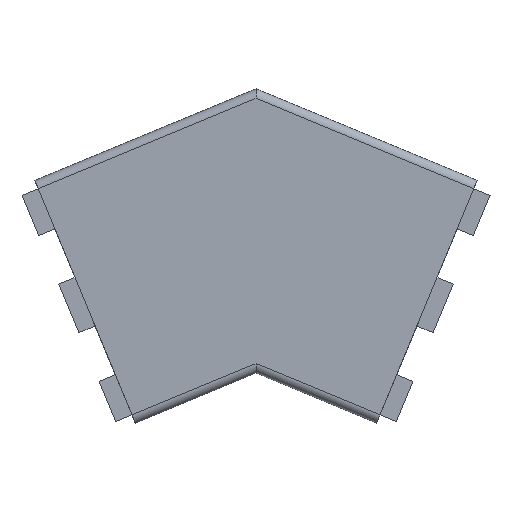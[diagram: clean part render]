
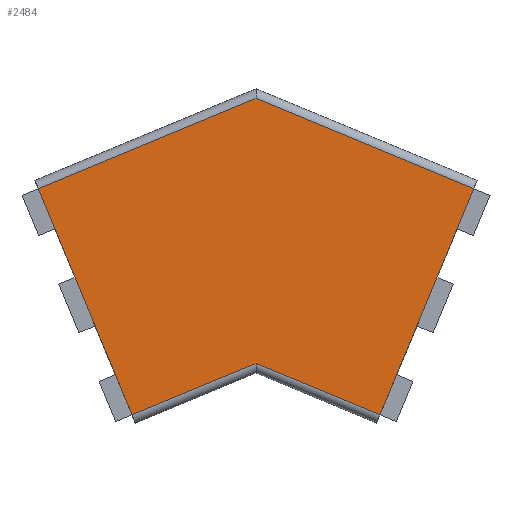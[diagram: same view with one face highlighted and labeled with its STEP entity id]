
A CAD part, front view. The second image highlights one B-rep face of the part: STEP entity #2484.
In plain terms, the highlighted planar face has unit normal (0, -1, 0).
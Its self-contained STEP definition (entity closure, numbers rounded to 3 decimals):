
#1764=CARTESIAN_POINT('',(0.,0.0,-31.389));
#1765=VERTEX_POINT('',#1764);
#1766=CARTESIAN_POINT('',(-14.18,0.0,-37.263));
#1767=VERTEX_POINT('',#1766);
#1768=CARTESIAN_POINT('',(0.,0.0,-31.389));
#1769=DIRECTION('',(-0.924,0.0,-0.383));
#1770=VECTOR('',#1769,15.348);
#1771=LINE('',#1768,#1770);
#1772=EDGE_CURVE('',#1765,#1767,#1771,.T.);
#1814=CARTESIAN_POINT('',(14.18,0.0,-37.263));
#1815=VERTEX_POINT('',#1814);
#1823=CARTESIAN_POINT('',(14.18,0.0,-37.263));
#1824=DIRECTION('',(-0.924,0.0,0.383));
#1825=VECTOR('',#1824,15.348);
#1826=LINE('',#1823,#1825);
#1827=EDGE_CURVE('',#1815,#1765,#1826,.T.);
#1872=CARTESIAN_POINT('',(24.895,0.0,-11.394));
#1873=VERTEX_POINT('',#1872);
#1881=CARTESIAN_POINT('',(14.18,0.0,-37.263));
#1882=DIRECTION('',(0.383,0.0,0.924));
#1883=VECTOR('',#1882,28.);
#1884=LINE('',#1881,#1883);
#1885=EDGE_CURVE('',#1815,#1873,#1884,.T.);
#2019=CARTESIAN_POINT('',(-24.895,0.0,-11.394));
#2020=VERTEX_POINT('',#2019);
#2028=CARTESIAN_POINT('',(0.,0.0,-1.082));
#2029=VERTEX_POINT('',#2028);
#2030=CARTESIAN_POINT('',(-24.895,0.0,-11.394));
#2031=DIRECTION('',(0.924,0.0,0.383));
#2032=VECTOR('',#2031,26.946);
#2033=LINE('',#2030,#2032);
#2034=EDGE_CURVE('',#2020,#2029,#2033,.T.);
#2051=CARTESIAN_POINT('',(0.,0.0,-1.082));
#2052=DIRECTION('',(0.924,0.0,-0.383));
#2053=VECTOR('',#2052,26.946);
#2054=LINE('',#2051,#2053);
#2055=EDGE_CURVE('',#2029,#1873,#2054,.T.);
#2438=CARTESIAN_POINT('',(-24.895,0.0,-11.394));
#2439=DIRECTION('',(0.383,0.0,-0.924));
#2440=VECTOR('',#2439,28.);
#2441=LINE('',#2438,#2440);
#2442=EDGE_CURVE('',#2020,#1767,#2441,.T.);
#2471=CARTESIAN_POINT('',(0.,0.0,-19.375));
#2472=DIRECTION('',(0.0,-1.0,0.0));
#2473=DIRECTION('',(0.0,0.0,-1.0));
#2474=AXIS2_PLACEMENT_3D('',#2471,#2472,#2473);
#2475=PLANE('',#2474);
#2476=ORIENTED_EDGE('',*,*,#1827,.F.);
#2477=ORIENTED_EDGE('',*,*,#1885,.T.);
#2478=ORIENTED_EDGE('',*,*,#2055,.F.);
#2479=ORIENTED_EDGE('',*,*,#2034,.F.);
#2480=ORIENTED_EDGE('',*,*,#2442,.T.);
#2481=ORIENTED_EDGE('',*,*,#1772,.F.);
#2482=EDGE_LOOP('',(#2476,#2477,#2478,#2479,#2480,#2481));
#2483=FACE_OUTER_BOUND('',#2482,.T.);
#2484=ADVANCED_FACE('',(#2483),#2475,.T.);
